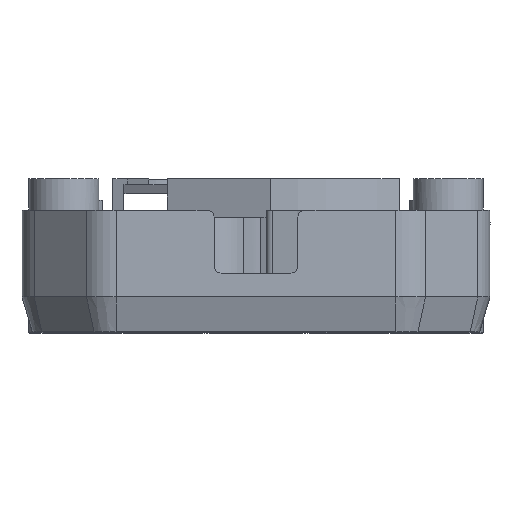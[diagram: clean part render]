
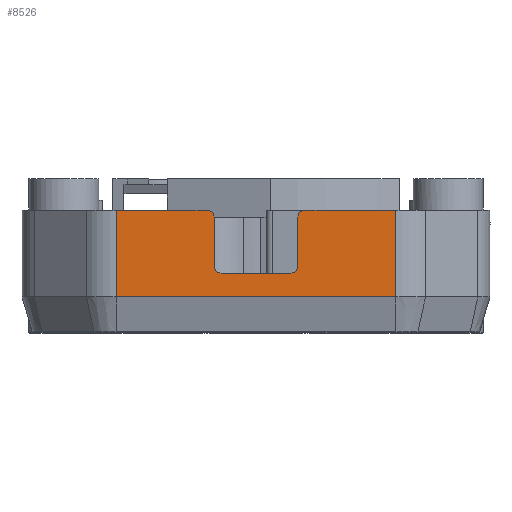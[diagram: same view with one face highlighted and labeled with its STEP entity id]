
A CAD part, top view. The second image highlights one B-rep face of the part: STEP entity #8526.
In plain terms, the highlighted planar face has unit normal (0, 0, 1).
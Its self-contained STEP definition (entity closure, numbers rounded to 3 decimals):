
#179=PLANE('',#9274);
#560=FACE_OUTER_BOUND('',#1057,.T.);
#1057=EDGE_LOOP('',(#6725,#6726,#6727,#6728,#6729,#6730,#6731,#6732,#6733,
#6734,#6735,#6736));
#1481=LINE('',#12958,#2317);
#1695=LINE('',#13709,#2531);
#1723=LINE('',#13801,#2559);
#1742=LINE('',#13860,#2578);
#1750=LINE('',#13883,#2586);
#1753=LINE('',#13893,#2589);
#1754=LINE('',#13894,#2590);
#1755=LINE('',#13895,#2591);
#2317=VECTOR('',#10221,10.);
#2531=VECTOR('',#10875,10.);
#2559=VECTOR('',#10961,10.);
#2578=VECTOR('',#11012,10.);
#2586=VECTOR('',#11034,10.);
#2589=VECTOR('',#11047,10.);
#2590=VECTOR('',#11048,10.);
#2591=VECTOR('',#11049,10.);
#3311=CIRCLE('',#9260,1.);
#3316=CIRCLE('',#9268,1.);
#3317=CIRCLE('',#9271,1.);
#3318=CIRCLE('',#9273,1.);
#3675=VERTEX_POINT('',#12948);
#3677=VERTEX_POINT('',#12956);
#3891=VERTEX_POINT('',#13706);
#3892=VERTEX_POINT('',#13708);
#3926=VERTEX_POINT('',#13798);
#3927=VERTEX_POINT('',#13800);
#3948=VERTEX_POINT('',#13850);
#3951=VERTEX_POINT('',#13858);
#3958=VERTEX_POINT('',#13877);
#3959=VERTEX_POINT('',#13881);
#3960=VERTEX_POINT('',#13885);
#3961=VERTEX_POINT('',#13889);
#4573=EDGE_CURVE('',#3677,#3675,#1481,.T.);
#4898=EDGE_CURVE('',#3891,#3892,#1695,.T.);
#4946=EDGE_CURVE('',#3926,#3927,#1723,.T.);
#4972=EDGE_CURVE('',#3948,#3891,#3311,.T.);
#4977=EDGE_CURVE('',#3948,#3951,#1742,.T.);
#4987=EDGE_CURVE('',#3958,#3951,#3316,.T.);
#4989=EDGE_CURVE('',#3958,#3959,#1750,.T.);
#4990=EDGE_CURVE('',#3960,#3959,#3317,.T.);
#4992=EDGE_CURVE('',#3927,#3961,#3318,.T.);
#4994=EDGE_CURVE('',#3892,#3677,#1753,.T.);
#4995=EDGE_CURVE('',#3960,#3961,#1754,.T.);
#4996=EDGE_CURVE('',#3675,#3926,#1755,.T.);
#6725=ORIENTED_EDGE('',*,*,#4573,.F.);
#6726=ORIENTED_EDGE('',*,*,#4994,.F.);
#6727=ORIENTED_EDGE('',*,*,#4898,.F.);
#6728=ORIENTED_EDGE('',*,*,#4972,.F.);
#6729=ORIENTED_EDGE('',*,*,#4977,.T.);
#6730=ORIENTED_EDGE('',*,*,#4987,.F.);
#6731=ORIENTED_EDGE('',*,*,#4989,.T.);
#6732=ORIENTED_EDGE('',*,*,#4990,.F.);
#6733=ORIENTED_EDGE('',*,*,#4995,.T.);
#6734=ORIENTED_EDGE('',*,*,#4992,.F.);
#6735=ORIENTED_EDGE('',*,*,#4946,.F.);
#6736=ORIENTED_EDGE('',*,*,#4996,.F.);
#8526=ADVANCED_FACE('',(#560),#179,.T.);
#9260=AXIS2_PLACEMENT_3D('',#13851,#11003,#11004);
#9268=AXIS2_PLACEMENT_3D('',#13879,#11029,#11030);
#9271=AXIS2_PLACEMENT_3D('',#13886,#11037,#11038);
#9273=AXIS2_PLACEMENT_3D('',#13890,#11042,#11043);
#9274=AXIS2_PLACEMENT_3D('',#13892,#11045,#11046);
#10221=DIRECTION('',(-1.,0.,0.));
#10875=DIRECTION('',(1.,0.,0.));
#10961=DIRECTION('',(1.,0.,0.));
#11003=DIRECTION('center_axis',(0.,0.,
-1.));
#11004=DIRECTION('ref_axis',(-0.707,0.707,0.));
#11012=DIRECTION('',(0.,-1.,0.));
#11029=DIRECTION('center_axis',(0.,0.,
1.));
#11030=DIRECTION('ref_axis',(0.707,-0.707,0.));
#11034=DIRECTION('',(-1.,0.,0.));
#11037=DIRECTION('center_axis',(0.,0.,
1.));
#11038=DIRECTION('ref_axis',(-0.707,-0.707,0.));
#11042=DIRECTION('center_axis',(0.,0.,
-1.));
#11043=DIRECTION('ref_axis',(0.707,0.707,0.));
#11045=DIRECTION('center_axis',(0.,0.,
1.));
#11046=DIRECTION('ref_axis',(1.,0.,0.));
#11047=DIRECTION('',(0.,-1.,0.));
#11048=DIRECTION('',(0.,1.,0.));
#11049=DIRECTION('',(0.,1.,0.));
#12948=CARTESIAN_POINT('',(-20.015,-17.,83.333));
#12956=CARTESIAN_POINT('',(20.015,-17.,83.333));
#12958=CARTESIAN_POINT('',(-11.25,-17.,83.333));
#13706=CARTESIAN_POINT('',(7.,-4.6,83.333));
#13708=CARTESIAN_POINT('',(20.015,-4.6,83.333));
#13709=CARTESIAN_POINT('',(22.5,-4.6,83.333));
#13798=CARTESIAN_POINT('',(-20.015,-4.6,83.333));
#13800=CARTESIAN_POINT('',(-7.,-4.6,83.333));
#13801=CARTESIAN_POINT('',(22.5,-4.6,83.333));
#13850=CARTESIAN_POINT('',(6.,-5.6,83.333));
#13851=CARTESIAN_POINT('Origin',(7.,-5.6,83.333));
#13858=CARTESIAN_POINT('',(6.,-12.6,83.333));
#13860=CARTESIAN_POINT('',(6.,-13.3,83.333));
#13877=CARTESIAN_POINT('',(5.,-13.6,83.333));
#13879=CARTESIAN_POINT('Origin',(5.,-12.6,83.333));
#13881=CARTESIAN_POINT('',(-5.,-13.6,83.333));
#13883=CARTESIAN_POINT('',(-11.25,-13.6,83.333));
#13885=CARTESIAN_POINT('',(-6.,-12.6,83.333));
#13886=CARTESIAN_POINT('Origin',(-5.,-12.6,83.333));
#13889=CARTESIAN_POINT('',(-6.,-5.6,83.333));
#13890=CARTESIAN_POINT('Origin',(-7.,-5.6,83.333));
#13892=CARTESIAN_POINT('Origin',(-22.5,-22.,83.333));
#13893=CARTESIAN_POINT('',(20.015,-22.,83.333));
#13894=CARTESIAN_POINT('',(-6.,-13.3,83.333));
#13895=CARTESIAN_POINT('',(-20.015,-22.,83.333));
